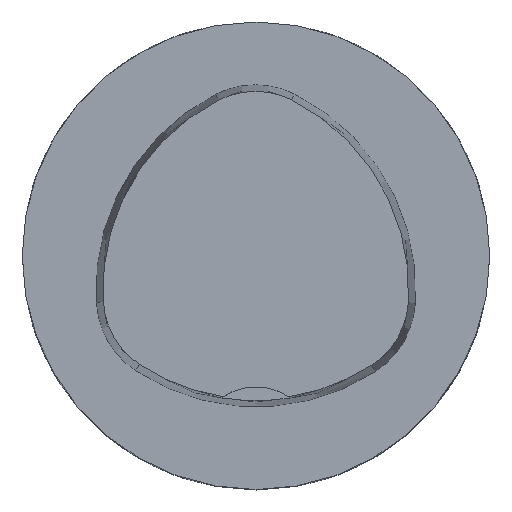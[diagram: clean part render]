
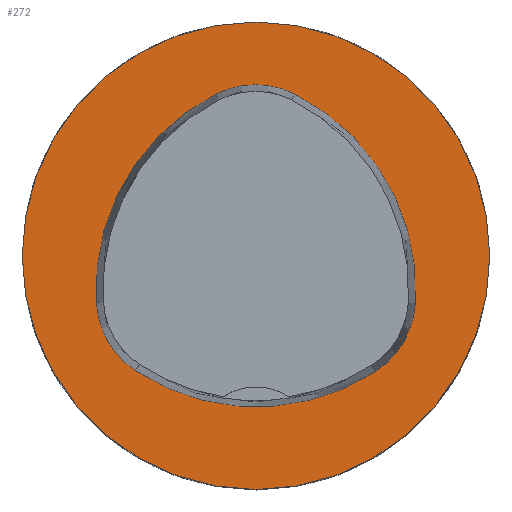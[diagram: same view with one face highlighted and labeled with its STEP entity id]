
A CAD part, top view. The second image highlights one B-rep face of the part: STEP entity #272.
In plain terms, the highlighted planar face has unit normal (0, 0, 1).
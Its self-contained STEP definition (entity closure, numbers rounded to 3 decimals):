
#53=FACE_BOUND('',#398,.T.);
#54=FACE_BOUND('',#399,.T.);
#272=ADVANCED_FACE('',(#53,#54),#290,.T.);
#290=PLANE('',#1077);
#398=EDGE_LOOP('',(#659,#660,#661,#662,#663,#664));
#399=EDGE_LOOP('',(#665));
#659=ORIENTED_EDGE('',*,*,#895,.T.);
#660=ORIENTED_EDGE('',*,*,#875,.T.);
#661=ORIENTED_EDGE('',*,*,#879,.T.);
#662=ORIENTED_EDGE('',*,*,#882,.T.);
#663=ORIENTED_EDGE('',*,*,#885,.T.);
#664=ORIENTED_EDGE('',*,*,#893,.T.);
#665=ORIENTED_EDGE('',*,*,#835,.F.);
#734=VERTEX_POINT('',#1806);
#748=VERTEX_POINT('',#1967);
#749=VERTEX_POINT('',#1968);
#752=VERTEX_POINT('',#1976);
#754=VERTEX_POINT('',#1982);
#756=VERTEX_POINT('',#1988);
#763=VERTEX_POINT('',#2009);
#835=EDGE_CURVE('',#734,#734,#920,.T.);
#875=EDGE_CURVE('',#748,#749,#931,.T.);
#879=EDGE_CURVE('',#749,#752,#933,.T.);
#882=EDGE_CURVE('',#752,#754,#935,.T.);
#885=EDGE_CURVE('',#754,#756,#937,.T.);
#893=EDGE_CURVE('',#756,#763,#941,.T.);
#895=EDGE_CURVE('',#763,#748,#943,.T.);
#920=CIRCLE('',#1011,16.);
#931=CIRCLE('',#1055,15.);
#933=CIRCLE('',#1058,6.);
#935=CIRCLE('',#1061,15.);
#937=CIRCLE('',#1064,6.);
#941=CIRCLE('',#1069,15.);
#943=CIRCLE('',#1072,6.);
#1011=AXIS2_PLACEMENT_3D('',#1805,#1174,#1175);
#1055=AXIS2_PLACEMENT_3D('',#1966,#1285,#1286);
#1058=AXIS2_PLACEMENT_3D('',#1975,#1293,#1294);
#1061=AXIS2_PLACEMENT_3D('',#1981,#1300,#1301);
#1064=AXIS2_PLACEMENT_3D('',#1987,#1307,#1308);
#1069=AXIS2_PLACEMENT_3D('',#2010,#1319,#1320);
#1072=AXIS2_PLACEMENT_3D('',#2013,#1325,#1326);
#1077=AXIS2_PLACEMENT_3D('',#2018,#1335,#1336);
#1174=DIRECTION('',(0.,0.,-1.));
#1175=DIRECTION('',(-1.,0.,0.));
#1285=DIRECTION('',(0.,0.,-1.));
#1286=DIRECTION('',(-1.,0.,0.));
#1293=DIRECTION('',(0.,0.,-1.));
#1294=DIRECTION('',(-1.,0.,0.));
#1300=DIRECTION('',(0.,0.,-1.));
#1301=DIRECTION('',(-1.,0.,0.));
#1307=DIRECTION('',(0.,0.,-1.));
#1308=DIRECTION('',(-1.,0.,0.));
#1319=DIRECTION('',(0.,0.,-1.));
#1320=DIRECTION('',(-1.,0.,0.));
#1325=DIRECTION('',(0.,0.,-1.));
#1326=DIRECTION('',(-1.,0.,0.));
#1335=DIRECTION('',(0.,0.,1.));
#1336=DIRECTION('',(1.,0.,0.));
#1805=CARTESIAN_POINT('',(0.,0.,0.));
#1806=CARTESIAN_POINT('',(-16.,0.,0.));
#1966=CARTESIAN_POINT('',(4.048,-2.316,0.));
#1967=CARTESIAN_POINT('',(-10.926,-3.206,0.));
#1968=CARTESIAN_POINT('',(-2.774,11.043,0.));
#1975=CARTESIAN_POINT('',(-0.045,5.7,0.));
#1976=CARTESIAN_POINT('',(2.638,11.066,0.));
#1981=CARTESIAN_POINT('',(-4.07,-2.35,0.));
#1982=CARTESIAN_POINT('',(10.903,-3.249,0.));
#1987=CARTESIAN_POINT('',(4.914,-2.889,0.));
#1988=CARTESIAN_POINT('',(8.177,-7.924,0.));
#2009=CARTESIAN_POINT('',(-8.24,-7.859,0.));
#2010=CARTESIAN_POINT('',(0.019,4.663,0.));
#2013=CARTESIAN_POINT('',(-4.936,-2.85,0.));
#2018=CARTESIAN_POINT('',(0.,0.,0.));
